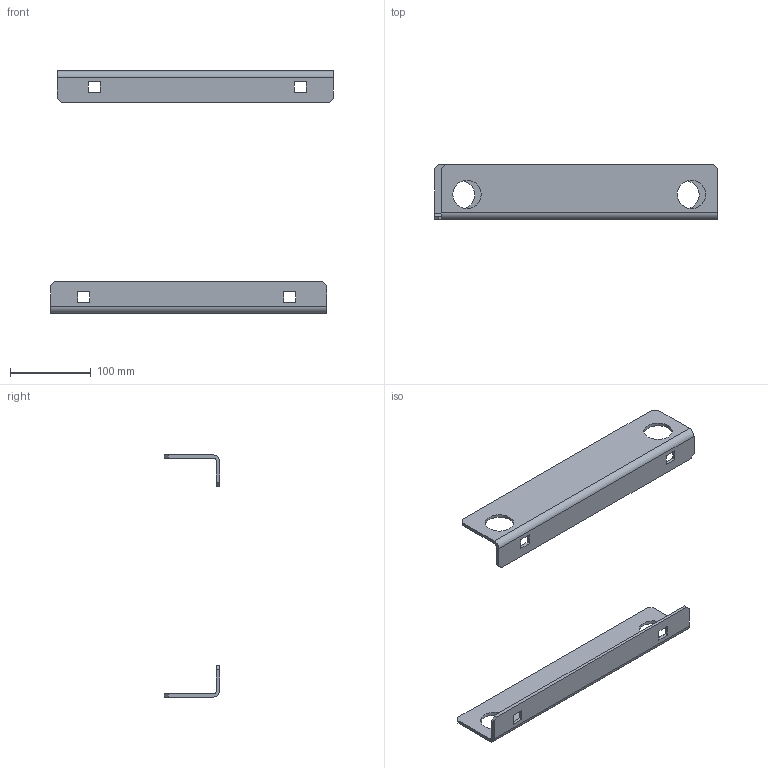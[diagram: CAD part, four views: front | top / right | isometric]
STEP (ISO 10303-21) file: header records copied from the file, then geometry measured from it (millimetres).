
FILE_DESCRIPTION(('STEP AP214'),'1');
FILE_NAME('cctmp_9C3B9B43-9CBD-474D-A7F8-4012CEA02E28_2024_11_20_13_33_10_0866..stp','2024-11-20T12:33:10',('SIEMENS A&D'),('CADClick - www.CADClick.com'),'Spatial InterOp 3D',' ','unknown authorization');
FILE_SCHEMA(('AUTOMOTIVE_DESIGN'));
Length unit declared in the file: millimetre
Products named in the file (3): cc_unnamed; 2024_11_20_13_33_10_0843; 2024_11_20_13_33_10_0803
Assembly tree (2 placements, depth 2):
  cc_unnamed
    2024_11_20_13_33_10_0843
    2024_11_20_13_33_10_0803
Bounding box: 350 x 68.5 x 300 mm (x, y, z)
Volume: 257096.4 mm3; surface area: 138212.6 mm2
Topology: 2 solids, 2 shells, 52 faces, 144 edges, 96 vertices
Faces by surface type: plane 40, cylinder 12
Entity records: 2180 total; most frequent: CARTESIAN_POINT 295, ORIENTED_EDGE 288, DIRECTION 278, EDGE_CURVE 144, LINE 120, VECTOR 120, VERTEX_POINT 96, AXIS2_PLACEMENT_3D 79
